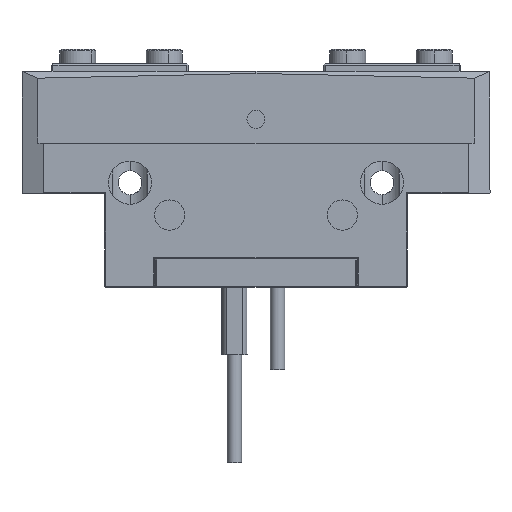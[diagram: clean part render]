
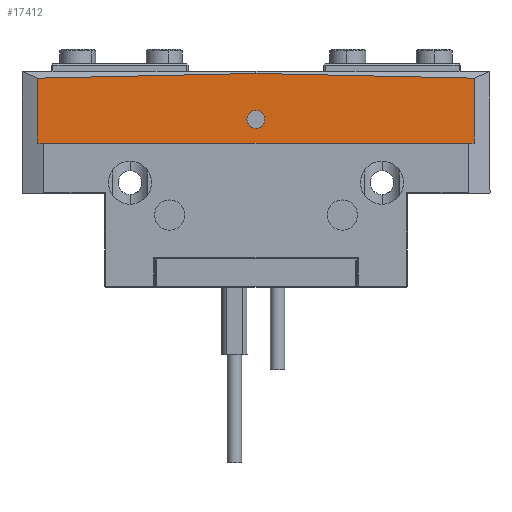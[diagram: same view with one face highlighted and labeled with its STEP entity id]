
A CAD part, left-side view. The second image highlights one B-rep face of the part: STEP entity #17412.
In plain terms, the highlighted face is planar.
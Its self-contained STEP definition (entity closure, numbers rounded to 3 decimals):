
#755 = EDGE_LOOP ( 'NONE', ( #26805, #7076 ) ) ;
#1616 = DIRECTION ( 'NONE',  ( 1., 0., 0. ) ) ;
#1681 = CARTESIAN_POINT ( 'NONE',  ( 1.25, 1.8, 14.6 ) ) ;
#3251 = ORIENTED_EDGE ( 'NONE', *, *, #31169, .T. ) ;
#4769 = CARTESIAN_POINT ( 'NONE',  ( 0., 8.171, 14.6 ) ) ;
#5528 = CIRCLE ( 'NONE', #9097, 1.25 ) ;
#6223 = B_SPLINE_CURVE_WITH_KNOTS ( 'NONE', 3,
 ( #24367, #13691, #8415, #24620, #11240, #29850 ),
 .UNSPECIFIED., .F., .F.,
 ( 4, 2, 4 ),
 ( 0.087, 0.102, 0.117 ),
 .UNSPECIFIED. ) ;
#6293 = PLANE ( 'NONE',  #30468 ) ;
#7076 = ORIENTED_EDGE ( 'NONE', *, *, #7079, .F. ) ;
#7079 = EDGE_CURVE ( 'NONE', #15337, #29740, #5528, .T. ) ;
#8415 = CARTESIAN_POINT ( 'NONE',  ( -10.101, 8.116, 14.6 ) ) ;
#8580 = CARTESIAN_POINT ( 'NONE',  ( -32.5, -1.5, 14.6 ) ) ;
#8758 = VECTOR ( 'NONE', #22236, 1000. ) ;
#9097 = AXIS2_PLACEMENT_3D ( 'NONE', #17680, #17783, #1616 ) ;
#10193 = EDGE_CURVE ( 'NONE', #14362, #30401, #22432, .T. ) ;
#10667 = FACE_BOUND ( 'NONE', #755, .T. ) ;
#11240 = CARTESIAN_POINT ( 'NONE',  ( -25.269, 7.733, 14.6 ) ) ;
#11273 = EDGE_CURVE ( 'NONE', #25121, #30401, #6223, .T. ) ;
#11917 = CARTESIAN_POINT ( 'NONE',  ( -30.32, 7.515, 14.6 ) ) ;
#12864 = CIRCLE ( 'NONE', #14742, 1.25 ) ;
#13572 = ORIENTED_EDGE ( 'NONE', *, *, #11273, .T. ) ;
#13691 = CARTESIAN_POINT ( 'NONE',  ( -5.049, 8.171, 14.6 ) ) ;
#14305 = DIRECTION ( 'NONE',  ( 1., 0., 0. ) ) ;
#14362 = VERTEX_POINT ( 'NONE', #19178 ) ;
#14382 = DIRECTION ( 'NONE',  ( 0., 1., 0. ) ) ;
#14485 = DIRECTION ( 'NONE',  ( 1., 0., 0. ) ) ;
#14600 = DIRECTION ( 'NONE',  ( 0., 0., 1. ) ) ;
#14602 = B_SPLINE_CURVE_WITH_KNOTS ( 'NONE', 3,
 ( #20423, #33574, #33798, #4769 ),
 .UNSPECIFIED., .F., .F.,
 ( 4, 4 ),
 ( 0.057, 0.087 ),
 .UNSPECIFIED. ) ;
#14622 = CARTESIAN_POINT ( 'NONE',  ( 30.32, -1.5, 14.6 ) ) ;
#14742 = AXIS2_PLACEMENT_3D ( 'NONE', #30095, #19571, #14305 ) ;
#15337 = VERTEX_POINT ( 'NONE', #33612 ) ;
#15893 = EDGE_CURVE ( 'NONE', #21023, #25121, #14602, .T. ) ;
#17412 = ADVANCED_FACE ( 'NONE', ( #10667, #28586 ), #6293, .T. ) ;
#17680 = CARTESIAN_POINT ( 'NONE',  ( 0., 1.8, 14.6 ) ) ;
#17783 = DIRECTION ( 'NONE',  ( 0., 0., 1. ) ) ;
#18164 = ORIENTED_EDGE ( 'NONE', *, *, #20181, .T. ) ;
#18429 = ORIENTED_EDGE ( 'NONE', *, *, #15893, .T. ) ;
#18910 = LINE ( 'NONE', #26862, #33467 ) ;
#18986 = DIRECTION ( 'NONE',  ( 0., 1., 0. ) ) ;
#19178 = CARTESIAN_POINT ( 'NONE',  ( -30.32, -1.5, 14.6 ) ) ;
#19407 = VERTEX_POINT ( 'NONE', #14622 ) ;
#19571 = DIRECTION ( 'NONE',  ( 0., 0., 1. ) ) ;
#20181 = EDGE_CURVE ( 'NONE', #19407, #21023, #18910, .T. ) ;
#20423 = CARTESIAN_POINT ( 'NONE',  ( 30.32, 7.515, 14.6 ) ) ;
#21023 = VERTEX_POINT ( 'NONE', #23629 ) ;
#21925 = CARTESIAN_POINT ( 'NONE',  ( -30.32, 0., 14.6 ) ) ;
#22236 = DIRECTION ( 'NONE',  ( 1., 0., 0. ) ) ;
#22432 = LINE ( 'NONE', #21925, #27003 ) ;
#23629 = CARTESIAN_POINT ( 'NONE',  ( 30.32, 7.515, 14.6 ) ) ;
#24367 = CARTESIAN_POINT ( 'NONE',  ( 0., 8.171, 14.6 ) ) ;
#24561 = ORIENTED_EDGE ( 'NONE', *, *, #10193, .F. ) ;
#24620 = CARTESIAN_POINT ( 'NONE',  ( -20.21, 7.897, 14.6 ) ) ;
#24740 = CARTESIAN_POINT ( 'NONE',  ( 0., 8.171, 14.6 ) ) ;
#25121 = VERTEX_POINT ( 'NONE', #24740 ) ;
#26805 = ORIENTED_EDGE ( 'NONE', *, *, #33072, .F. ) ;
#26862 = CARTESIAN_POINT ( 'NONE',  ( 30.32, 0., 14.6 ) ) ;
#27003 = VECTOR ( 'NONE', #14382, 1000. ) ;
#27171 = EDGE_LOOP ( 'NONE', ( #18164, #18429, #13572, #24561, #3251 ) ) ;
#27622 = CARTESIAN_POINT ( 'NONE',  ( 0., 0., 14.6 ) ) ;
#28586 = FACE_OUTER_BOUND ( 'NONE', #27171, .T. ) ;
#29740 = VERTEX_POINT ( 'NONE', #1681 ) ;
#29850 = CARTESIAN_POINT ( 'NONE',  ( -30.32, 7.515, 14.6 ) ) ;
#30095 = CARTESIAN_POINT ( 'NONE',  ( 0., 1.8, 14.6 ) ) ;
#30401 = VERTEX_POINT ( 'NONE', #11917 ) ;
#30468 = AXIS2_PLACEMENT_3D ( 'NONE', #27622, #14600, #14485 ) ;
#31169 = EDGE_CURVE ( 'NONE', #14362, #19407, #31702, .T. ) ;
#31702 = LINE ( 'NONE', #8580, #8758 ) ;
#33072 = EDGE_CURVE ( 'NONE', #29740, #15337, #12864, .T. ) ;
#33467 = VECTOR ( 'NONE', #18986, 1000. ) ;
#33574 = CARTESIAN_POINT ( 'NONE',  ( 20.223, 7.951, 14.6 ) ) ;
#33612 = CARTESIAN_POINT ( 'NONE',  ( -1.25, 1.8, 14.6 ) ) ;
#33798 = CARTESIAN_POINT ( 'NONE',  ( 10.117, 8.171, 14.6 ) ) ;
